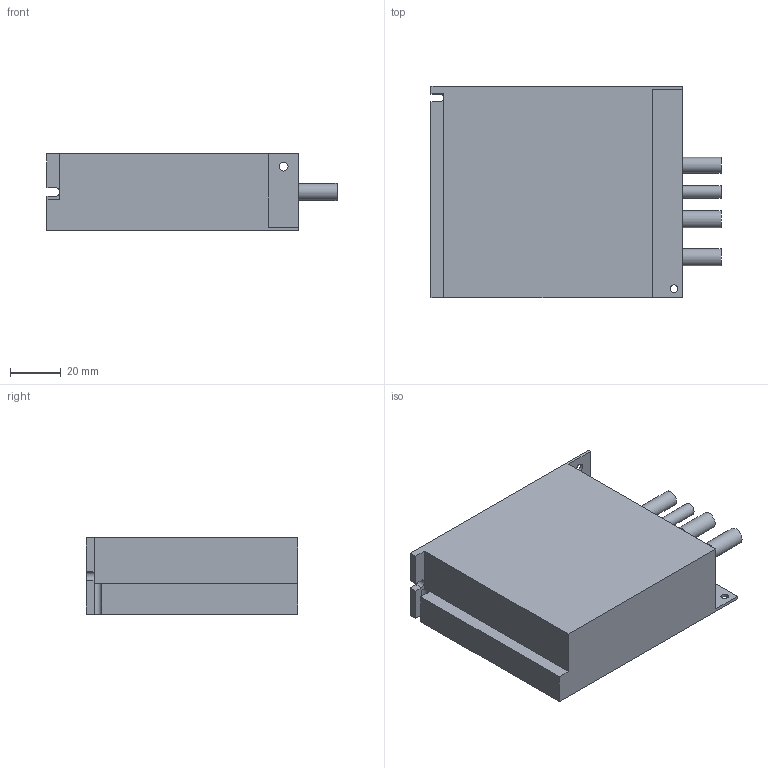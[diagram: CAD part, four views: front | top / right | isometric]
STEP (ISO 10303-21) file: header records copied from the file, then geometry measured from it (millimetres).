
FILE_DESCRIPTION(/* description */ (''),/* implementation_level */ '2;1');
FILE_NAME(/* name */ 'Powersupply.stp',/* time_stamp */ '2023-04-24T17:51:47+02:00',/* author */ ('Christian'),/* organization */ (''),/* preprocessor_version */ 'ST-DEVELOPER v18.1',/* originating_system */ 'Autodesk Inventor 2022',/* authorisation */ '');
FILE_SCHEMA (('AUTOMOTIVE_DESIGN { 1 0 10303 214 3 1 1 }'));
Length unit declared in the file: millimetre
Products named in the file (1): PowerUnitLRS-50-5
Bounding box: 114 x 83 x 30 mm (x, y, z)
Volume: 212579.2 mm3; surface area: 28799.9 mm2
Topology: 5 solids, 5 shells, 35 faces, 73 edges, 48 vertices
Faces by surface type: plane 27, cylinder 8
Full cylindrical faces by diameter (mm): 3 x1, 3.5 x1, 4.829 x1, 6.166 x1, 6.669 x1, 6.705 x1
Entity records: 976 total; most frequent: DIRECTION 163, CARTESIAN_POINT 157, ORIENTED_EDGE 146, EDGE_CURVE 73, LINE 55, VECTOR 55, AXIS2_PLACEMENT_3D 54, VERTEX_POINT 48
